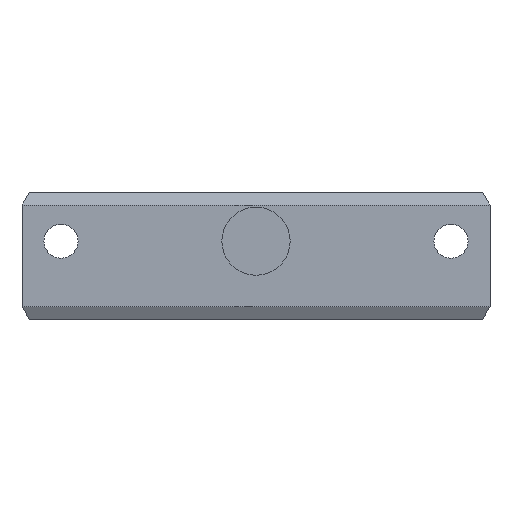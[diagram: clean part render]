
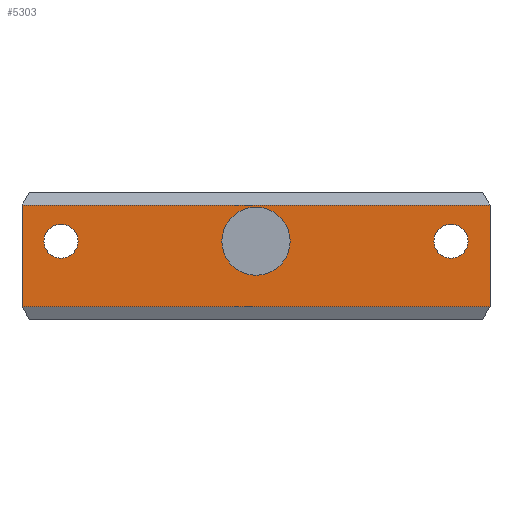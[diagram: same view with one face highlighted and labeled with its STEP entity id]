
A CAD part, top view. The second image highlights one B-rep face of the part: STEP entity #5303.
In plain terms, the highlighted planar face has unit normal (0, 0, 1).
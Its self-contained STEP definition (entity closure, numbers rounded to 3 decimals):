
#59=FACE_BOUND('',#705,.T.);
#60=FACE_BOUND('',#706,.T.);
#61=FACE_BOUND('',#707,.T.);
#153=PLANE('',#5620);
#423=FACE_OUTER_BOUND('',#704,.T.);
#704=EDGE_LOOP('',(#3937,#3938,#3939,#3940));
#705=EDGE_LOOP('',(#3941));
#706=EDGE_LOOP('',(#3942));
#707=EDGE_LOOP('',(#3943));
#985=LINE('',#7451,#1667);
#1154=LINE('',#7872,#1836);
#1155=LINE('',#7875,#1837);
#1156=LINE('',#7876,#1838);
#1667=VECTOR('',#6017,10.);
#1836=VECTOR('',#6300,10.);
#1837=VECTOR('',#6303,10.);
#1838=VECTOR('',#6304,10.);
#2268=CIRCLE('',#5548,3.5);
#2270=CIRCLE('',#5551,1.75);
#2271=CIRCLE('',#5553,1.75);
#2368=VERTEX_POINT('',#7401);
#2370=VERTEX_POINT('',#7407);
#2371=VERTEX_POINT('',#7411);
#2383=VERTEX_POINT('',#7444);
#2385=VERTEX_POINT('',#7450);
#2520=VERTEX_POINT('',#7870);
#2521=VERTEX_POINT('',#7874);
#2864=EDGE_CURVE('',#2368,#2368,#2268,.T.);
#2868=EDGE_CURVE('',#2370,#2370,#2270,.T.);
#2870=EDGE_CURVE('',#2371,#2371,#2271,.T.);
#2888=EDGE_CURVE('',#2383,#2385,#985,.T.);
#3064=EDGE_CURVE('',#2385,#2520,#1154,.T.);
#3065=EDGE_CURVE('',#2520,#2521,#1155,.T.);
#3066=EDGE_CURVE('',#2383,#2521,#1156,.T.);
#3937=ORIENTED_EDGE('',*,*,#3065,.T.);
#3938=ORIENTED_EDGE('',*,*,#3066,.F.);
#3939=ORIENTED_EDGE('',*,*,#2888,.T.);
#3940=ORIENTED_EDGE('',*,*,#3064,.T.);
#3941=ORIENTED_EDGE('',*,*,#2870,.F.);
#3942=ORIENTED_EDGE('',*,*,#2868,.F.);
#3943=ORIENTED_EDGE('',*,*,#2864,.F.);
#5303=ADVANCED_FACE('',(#423,#59,#60,#61),#153,.F.);
#5548=AXIS2_PLACEMENT_3D('',#7402,#5970,#5971);
#5551=AXIS2_PLACEMENT_3D('',#7409,#5978,#5979);
#5553=AXIS2_PLACEMENT_3D('',#7413,#5983,#5984);
#5620=AXIS2_PLACEMENT_3D('',#7873,#6301,#6302);
#5970=DIRECTION('center_axis',(0.,0.,1.));
#5971=DIRECTION('ref_axis',(1.,0.,0.));
#5978=DIRECTION('center_axis',(0.,0.,1.));
#5979=DIRECTION('ref_axis',(1.,0.,0.));
#5983=DIRECTION('center_axis',(0.,0.,1.));
#5984=DIRECTION('ref_axis',(1.,0.,0.));
#6017=DIRECTION('',(1.,0.,0.));
#6300=DIRECTION('',(0.,1.,0.));
#6301=DIRECTION('center_axis',(0.,0.,-1.));
#6302=DIRECTION('ref_axis',(-1.,0.,0.));
#6303=DIRECTION('',(-1.,0.,0.));
#6304=DIRECTION('',(0.,1.,0.));
#7401=CARTESIAN_POINT('',(-3.5,8.,0.));
#7402=CARTESIAN_POINT('Origin',(0.,8.,0.));
#7407=CARTESIAN_POINT('',(-21.75,8.,0.));
#7409=CARTESIAN_POINT('Origin',(-20.,8.,0.));
#7411=CARTESIAN_POINT('',(18.25,8.,0.));
#7413=CARTESIAN_POINT('Origin',(20.,8.,0.));
#7444=CARTESIAN_POINT('',(-24.,1.299,0.));
#7450=CARTESIAN_POINT('',(24.,1.299,0.));
#7451=CARTESIAN_POINT('',(0.,1.299,0.));
#7870=CARTESIAN_POINT('',(24.,11.701,0.));
#7872=CARTESIAN_POINT('',(24.,0.,0.));
#7873=CARTESIAN_POINT('Origin',(0.,0.,0.));
#7874=CARTESIAN_POINT('',(-24.,11.701,0.));
#7875=CARTESIAN_POINT('',(0.,11.701,0.));
#7876=CARTESIAN_POINT('',(-24.,0.,0.));
